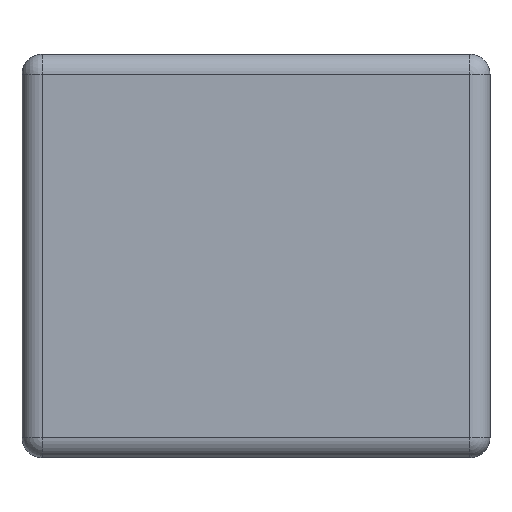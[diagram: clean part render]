
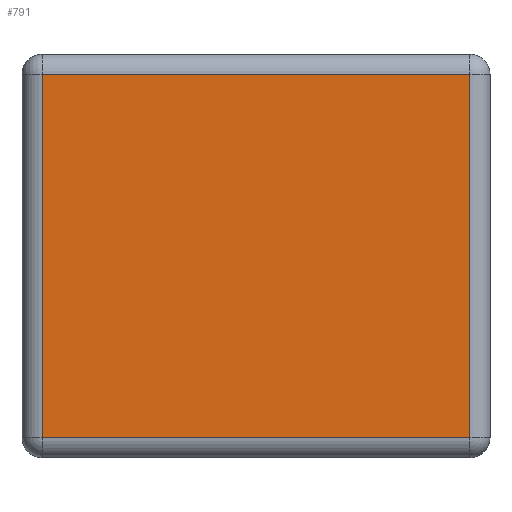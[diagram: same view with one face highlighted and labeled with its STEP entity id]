
A CAD part, left-side view. The second image highlights one B-rep face of the part: STEP entity #791.
In plain terms, the highlighted planar face has unit normal (-1, 0, 0).
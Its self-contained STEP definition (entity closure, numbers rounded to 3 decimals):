
#19 = VERTEX_POINT ( 'NONE', #709 ) ;
#22 = CARTESIAN_POINT ( 'NONE',  ( -1., 0.063, 0.562 ) ) ;
#44 = PLANE ( 'NONE',  #917 ) ;
#62 = DIRECTION ( 'NONE',  ( 0., 1., 0. ) ) ;
#72 = DIRECTION ( 'NONE',  ( 0., 0., -1. ) ) ;
#85 = CARTESIAN_POINT ( 'NONE',  ( -1., 1.387, -0.563 ) ) ;
#99 = CARTESIAN_POINT ( 'NONE',  ( -1., 0.063, -0.563 ) ) ;
#100 = EDGE_LOOP ( 'NONE', ( #755, #396, #681, #519 ) ) ;
#158 = DIRECTION ( 'NONE',  ( 0., 0., 1. ) ) ;
#200 = EDGE_CURVE ( 'NONE', #307, #607, #264, .T. ) ;
#259 = DIRECTION ( 'NONE',  ( 0., 0., -1. ) ) ;
#264 = LINE ( 'NONE', #768, #1270 ) ;
#274 = VECTOR ( 'NONE', #903, 1000. ) ;
#307 = VERTEX_POINT ( 'NONE', #99 ) ;
#314 = CARTESIAN_POINT ( 'NONE',  ( -1., 1.45, -0.563 ) ) ;
#391 = EDGE_CURVE ( 'NONE', #1199, #307, #604, .T. ) ;
#396 = ORIENTED_EDGE ( 'NONE', *, *, #391, .T. ) ;
#431 = LINE ( 'NONE', #855, #877 ) ;
#435 = DIRECTION ( 'NONE',  ( 1., 0., 0. ) ) ;
#450 = FACE_OUTER_BOUND ( 'NONE', #100, .T. ) ;
#519 = ORIENTED_EDGE ( 'NONE', *, *, #828, .T. ) ;
#527 = CARTESIAN_POINT ( 'NONE',  ( -1., 1.45, 0.625 ) ) ;
#604 = LINE ( 'NONE', #314, #274 ) ;
#607 = VERTEX_POINT ( 'NONE', #22 ) ;
#671 = EDGE_CURVE ( 'NONE', #19, #1199, #1233, .T. ) ;
#681 = ORIENTED_EDGE ( 'NONE', *, *, #200, .T. ) ;
#709 = CARTESIAN_POINT ( 'NONE',  ( -1., 1.387, 0.562 ) ) ;
#755 = ORIENTED_EDGE ( 'NONE', *, *, #671, .T. ) ;
#768 = CARTESIAN_POINT ( 'NONE',  ( -1., 0.063, 0.625 ) ) ;
#791 = ADVANCED_FACE ( 'NONE', ( #450 ), #44, .F. ) ;
#828 = EDGE_CURVE ( 'NONE', #607, #19, #431, .T. ) ;
#855 = CARTESIAN_POINT ( 'NONE',  ( -1., 1.45, 0.562 ) ) ;
#859 = CARTESIAN_POINT ( 'NONE',  ( -1., 1.387, 0.625 ) ) ;
#877 = VECTOR ( 'NONE', #62, 1000. ) ;
#903 = DIRECTION ( 'NONE',  ( 0., -1., 0. ) ) ;
#917 = AXIS2_PLACEMENT_3D ( 'NONE', #527, #435, #259 ) ;
#1017 = VECTOR ( 'NONE', #72, 1000. ) ;
#1199 = VERTEX_POINT ( 'NONE', #85 ) ;
#1233 = LINE ( 'NONE', #859, #1017 ) ;
#1270 = VECTOR ( 'NONE', #158, 1000. ) ;
